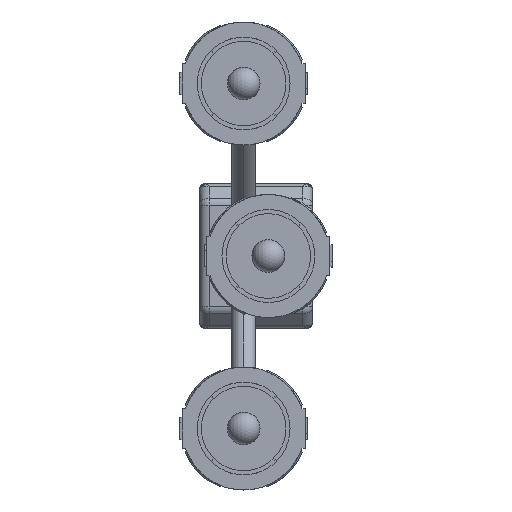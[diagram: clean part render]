
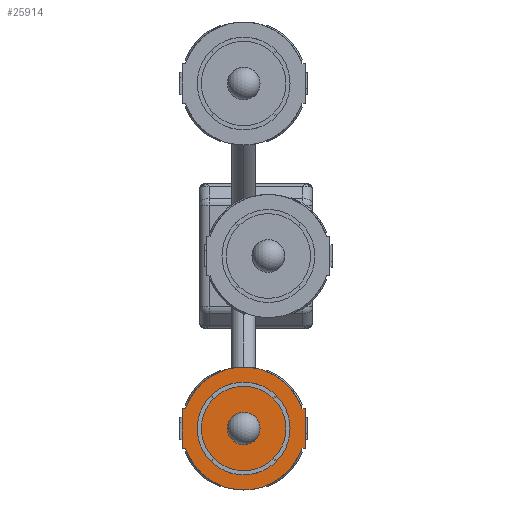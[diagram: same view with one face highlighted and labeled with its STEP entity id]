
A CAD part, front view. The second image highlights one B-rep face of the part: STEP entity #25914.
In plain terms, the highlighted face is planar.
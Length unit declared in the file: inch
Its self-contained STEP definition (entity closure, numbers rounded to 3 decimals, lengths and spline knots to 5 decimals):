
#66 = CARTESIAN_POINT ( 'NONE',  ( 1.35, 0.235, 0.075 ) ) ;
#838 = LINE ( 'NONE', #66, #26681 ) ;
#1290 = EDGE_CURVE ( 'NONE', #3183, #25327, #838, .T. ) ;
#1321 = CIRCLE ( 'NONE', #34525, 0.235 ) ;
#1965 = DIRECTION ( 'NONE',  ( 0., 0., 1. ) ) ;
#2443 = CARTESIAN_POINT ( 'NONE',  ( 1.35, 0.235, -0.075 ) ) ;
#3183 = VERTEX_POINT ( 'NONE', #16160 ) ;
#3582 = CARTESIAN_POINT ( 'NONE',  ( 1.35, 0.235, 0. ) ) ;
#3807 = DIRECTION ( 'NONE',  ( -1., 0., 0. ) ) ;
#3855 = ORIENTED_EDGE ( 'NONE', *, *, #30234, .F. ) ;
#3940 = VERTEX_POINT ( 'NONE', #9400 ) ;
#5073 = VECTOR ( 'NONE', #9898, 39.37008 ) ;
#5142 = DIRECTION ( 'NONE',  ( 0., -1., 0. ) ) ;
#5236 = DIRECTION ( 'NONE',  ( -1., 0., 0. ) ) ;
#5383 = CARTESIAN_POINT ( 'NONE',  ( 1.35, 0., 0.235 ) ) ;
#5583 = VECTOR ( 'NONE', #8001, 39.37008 ) ;
#7151 = EDGE_CURVE ( 'NONE', #31697, #16551, #14788, .T. ) ;
#7525 = DIRECTION ( 'NONE',  ( 0., -1., 0. ) ) ;
#7837 = CARTESIAN_POINT ( 'NONE',  ( 1.35, 0., 0. ) ) ;
#8001 = DIRECTION ( 'NONE',  ( 0., -1., 0. ) ) ;
#9135 = EDGE_CURVE ( 'NONE', #3940, #18872, #11734, .T. ) ;
#9400 = CARTESIAN_POINT ( 'NONE',  ( 1.35, -0.22271, -0.075 ) ) ;
#9898 = DIRECTION ( 'NONE',  ( 0., 0., -1. ) ) ;
#10074 = DIRECTION ( 'NONE',  ( -1., 0., 0. ) ) ;
#10382 = LINE ( 'NONE', #31698, #31618 ) ;
#11734 = LINE ( 'NONE', #2443, #27464 ) ;
#12410 = VERTEX_POINT ( 'NONE', #27130 ) ;
#12895 = VECTOR ( 'NONE', #21318, 39.37008 ) ;
#14788 = CIRCLE ( 'NONE', #23774, 0.235 ) ;
#15043 = CIRCLE ( 'NONE', #31276, 0.235 ) ;
#15611 = DIRECTION ( 'NONE',  ( -1., 0., 0. ) ) ;
#16160 = CARTESIAN_POINT ( 'NONE',  ( 1.35, 0.235, 0.075 ) ) ;
#16317 = LINE ( 'NONE', #18706, #12895 ) ;
#16551 = VERTEX_POINT ( 'NONE', #5383 ) ;
#17986 = CARTESIAN_POINT ( 'NONE',  ( 1.35, 0.235, -0.075 ) ) ;
#18706 = CARTESIAN_POINT ( 'NONE',  ( 1.35, -0.235, -0.075 ) ) ;
#18872 = VERTEX_POINT ( 'NONE', #25783 ) ;
#19012 = ORIENTED_EDGE ( 'NONE', *, *, #19536, .F. ) ;
#19239 = ORIENTED_EDGE ( 'NONE', *, *, #19663, .T. ) ;
#19536 = EDGE_CURVE ( 'NONE', #16551, #25327, #15043, .T. ) ;
#19663 = EDGE_CURVE ( 'NONE', #23998, #18872, #16317, .T. ) ;
#20475 = ORIENTED_EDGE ( 'NONE', *, *, #9135, .F. ) ;
#21318 = DIRECTION ( 'NONE',  ( 0., 0., -1. ) ) ;
#21843 = EDGE_CURVE ( 'NONE', #31697, #23998, #22101, .T. ) ;
#22101 = LINE ( 'NONE', #29574, #5583 ) ;
#22114 = DIRECTION ( 'NONE',  ( 0., -1., 0. ) ) ;
#22259 = ORIENTED_EDGE ( 'NONE', *, *, #21843, .T. ) ;
#22345 = EDGE_CURVE ( 'NONE', #12410, #3940, #1321, .T. ) ;
#22956 = ORIENTED_EDGE ( 'NONE', *, *, #22345, .F. ) ;
#23512 = CARTESIAN_POINT ( 'NONE',  ( 1.35, 0., 0. ) ) ;
#23537 = AXIS2_PLACEMENT_3D ( 'NONE', #3582, #3807, #28231 ) ;
#23774 = AXIS2_PLACEMENT_3D ( 'NONE', #7837, #5236, #35096 ) ;
#23998 = VERTEX_POINT ( 'NONE', #30306 ) ;
#25327 = VERTEX_POINT ( 'NONE', #26419 ) ;
#25695 = FACE_OUTER_BOUND ( 'NONE', #34341, .T. ) ;
#25783 = CARTESIAN_POINT ( 'NONE',  ( 1.35, -0.235, -0.075 ) ) ;
#25822 = EDGE_CURVE ( 'NONE', #26215, #12410, #10382, .T. ) ;
#25914 = ADVANCED_FACE ( 'NONE', ( #25695 ), #30474, .F. ) ;
#26215 = VERTEX_POINT ( 'NONE', #29390 ) ;
#26419 = CARTESIAN_POINT ( 'NONE',  ( 1.35, 0.22271, 0.075 ) ) ;
#26681 = VECTOR ( 'NONE', #22114, 39.37008 ) ;
#27130 = CARTESIAN_POINT ( 'NONE',  ( 1.35, 0.22271, -0.075 ) ) ;
#27464 = VECTOR ( 'NONE', #5142, 39.37008 ) ;
#28231 = DIRECTION ( 'NONE',  ( 0., 0., 1. ) ) ;
#28963 = ORIENTED_EDGE ( 'NONE', *, *, #25822, .F. ) ;
#29134 = ORIENTED_EDGE ( 'NONE', *, *, #1290, .T. ) ;
#29243 = LINE ( 'NONE', #17986, #5073 ) ;
#29390 = CARTESIAN_POINT ( 'NONE',  ( 1.35, 0.235, -0.075 ) ) ;
#29490 = ORIENTED_EDGE ( 'NONE', *, *, #7151, .F. ) ;
#29574 = CARTESIAN_POINT ( 'NONE',  ( 1.35, 0.235, 0.075 ) ) ;
#30234 = EDGE_CURVE ( 'NONE', #3183, #26215, #29243, .T. ) ;
#30306 = CARTESIAN_POINT ( 'NONE',  ( 1.35, -0.235, 0.075 ) ) ;
#30474 = PLANE ( 'NONE',  #23537 ) ;
#31276 = AXIS2_PLACEMENT_3D ( 'NONE', #31854, #15611, #34610 ) ;
#31618 = VECTOR ( 'NONE', #7525, 39.37008 ) ;
#31697 = VERTEX_POINT ( 'NONE', #32474 ) ;
#31698 = CARTESIAN_POINT ( 'NONE',  ( 1.35, 0.235, -0.075 ) ) ;
#31854 = CARTESIAN_POINT ( 'NONE',  ( 1.35, 0., 0. ) ) ;
#32474 = CARTESIAN_POINT ( 'NONE',  ( 1.35, -0.22271, 0.075 ) ) ;
#34341 = EDGE_LOOP ( 'NONE', ( #22259, #19239, #20475, #22956, #28963, #3855, #29134, #19012, #29490 ) ) ;
#34525 = AXIS2_PLACEMENT_3D ( 'NONE', #23512, #10074, #1965 ) ;
#34610 = DIRECTION ( 'NONE',  ( 0., 0., 1. ) ) ;
#35096 = DIRECTION ( 'NONE',  ( 0., 0., 1. ) ) ;
